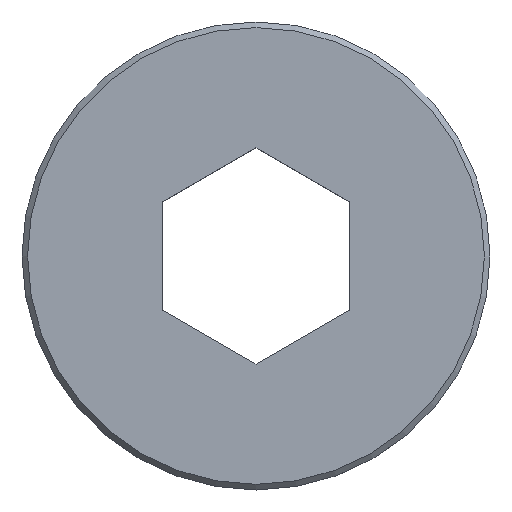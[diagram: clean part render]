
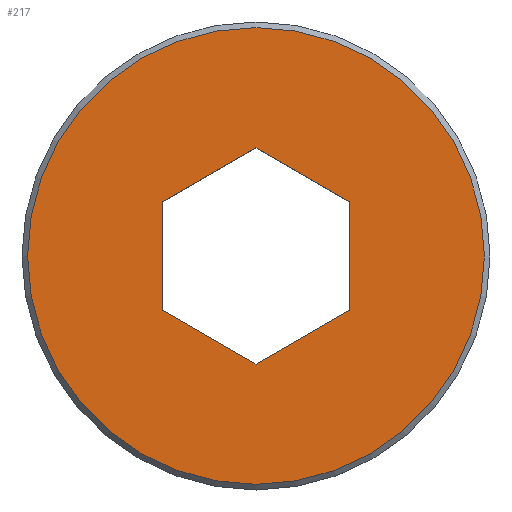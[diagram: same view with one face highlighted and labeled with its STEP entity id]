
A CAD part, top view. The second image highlights one B-rep face of the part: STEP entity #217.
In plain terms, the highlighted planar face has unit normal (0, 0, 1).
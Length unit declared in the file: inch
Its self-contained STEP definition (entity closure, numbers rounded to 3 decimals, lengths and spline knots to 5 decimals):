
#21=LINE('',#346,#39);
#22=LINE('',#348,#40);
#23=LINE('',#350,#41);
#24=LINE('',#352,#42);
#25=LINE('',#354,#43);
#26=LINE('',#355,#44);
#39=VECTOR('',#285,0.28868);
#40=VECTOR('',#286,0.28868);
#41=VECTOR('',#287,0.28868);
#42=VECTOR('',#288,0.28868);
#43=VECTOR('',#289,0.28868);
#44=VECTOR('',#290,0.28868);
#53=PLANE('',#240);
#69=FACE_BOUND('',#99,.T.);
#77=FACE_OUTER_BOUND('',#98,.T.);
#98=EDGE_LOOP('',(#176));
#99=EDGE_LOOP('',(#177,#178,#179,#180,#181,#182));
#112=CIRCLE('',#239,0.61);
#125=VERTEX_POINT('',#341);
#126=VERTEX_POINT('',#344);
#127=VERTEX_POINT('',#345);
#128=VERTEX_POINT('',#347);
#129=VERTEX_POINT('',#349);
#130=VERTEX_POINT('',#351);
#131=VERTEX_POINT('',#353);
#144=EDGE_CURVE('',#125,#125,#112,.T.);
#145=EDGE_CURVE('',#126,#127,#21,.T.);
#146=EDGE_CURVE('',#127,#128,#22,.T.);
#147=EDGE_CURVE('',#128,#129,#23,.T.);
#148=EDGE_CURVE('',#129,#130,#24,.T.);
#149=EDGE_CURVE('',#130,#131,#25,.T.);
#150=EDGE_CURVE('',#131,#126,#26,.T.);
#176=ORIENTED_EDGE('',*,*,#144,.F.);
#177=ORIENTED_EDGE('',*,*,#145,.T.);
#178=ORIENTED_EDGE('',*,*,#146,.T.);
#179=ORIENTED_EDGE('',*,*,#147,.T.);
#180=ORIENTED_EDGE('',*,*,#148,.T.);
#181=ORIENTED_EDGE('',*,*,#149,.T.);
#182=ORIENTED_EDGE('',*,*,#150,.T.);
#217=ADVANCED_FACE('',(#77,#69),#53,.T.);
#239=AXIS2_PLACEMENT_3D('',#342,#281,#282);
#240=AXIS2_PLACEMENT_3D('',#343,#283,#284);
#281=DIRECTION('center_axis',(0.,0.,-1.));
#282=DIRECTION('ref_axis',(-1.,0.,0.));
#283=DIRECTION('center_axis',(0.,0.,1.));
#284=DIRECTION('ref_axis',(1.,0.,0.));
#285=DIRECTION('',(0.866,0.5,0.));
#286=DIRECTION('',(0.866,-0.5,0.));
#287=DIRECTION('',(0.,-1.,0.));
#288=DIRECTION('',(-0.866,-0.5,0.));
#289=DIRECTION('',(-0.866,0.5,0.));
#290=DIRECTION('',(0.,1.,0.));
#341=CARTESIAN_POINT('',(0.61,0.,0.3125));
#342=CARTESIAN_POINT('Origin',(0.,0.,0.3125));
#343=CARTESIAN_POINT('Origin',(0.,0.,
0.3125));
#344=CARTESIAN_POINT('',(-0.25,0.14434,0.3125));
#345=CARTESIAN_POINT('',(0.,0.28868,0.3125));
#346=CARTESIAN_POINT('',(-0.1875,0.18042,0.3125));
#347=CARTESIAN_POINT('',(0.25,0.14434,0.3125));
#348=CARTESIAN_POINT('',(0.0625,0.25259,0.3125));
#349=CARTESIAN_POINT('',(0.25,-0.14434,0.3125));
#350=CARTESIAN_POINT('',(0.25,0.07217,0.3125));
#351=CARTESIAN_POINT('',(0.,-0.28868,0.3125));
#352=CARTESIAN_POINT('',(0.1875,-0.18042,0.3125));
#353=CARTESIAN_POINT('',(-0.25,-0.14434,0.3125));
#354=CARTESIAN_POINT('',(-0.0625,-0.25259,0.3125));
#355=CARTESIAN_POINT('',(-0.25,-0.07217,0.3125));
